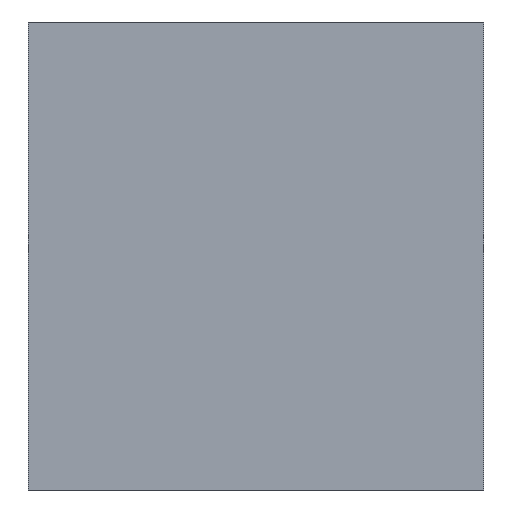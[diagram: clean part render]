
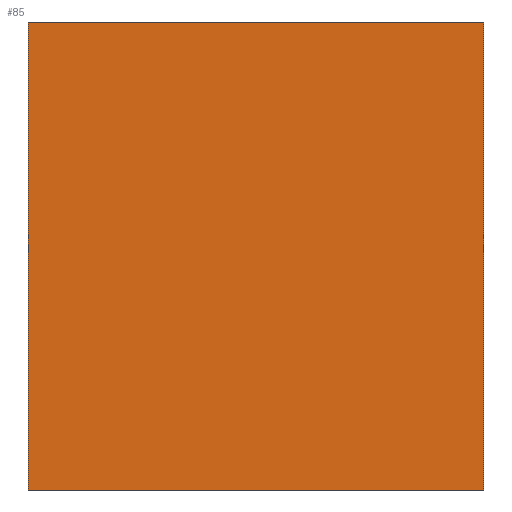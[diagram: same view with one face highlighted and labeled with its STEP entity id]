
A CAD part, left-side view. The second image highlights one B-rep face of the part: STEP entity #85.
In plain terms, the highlighted planar face has unit normal (-1, 0, 0).
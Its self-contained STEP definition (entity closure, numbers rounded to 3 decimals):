
#60 = VERTEX_POINT('',#61);
#61 = CARTESIAN_POINT('',(-3.073,1.854,3.81));
#67 = EDGE_CURVE('',#68,#60,#70,.T.);
#68 = VERTEX_POINT('',#69);
#69 = CARTESIAN_POINT('',(-3.073,1.854,0.));
#70 = LINE('',#71,#72);
#71 = CARTESIAN_POINT('',(-3.073,1.854,0.));
#72 = VECTOR('',#73,1.);
#73 = DIRECTION('',(0.,0.,1.));
#85 = ADVANCED_FACE('',(#86),#111,.F.);
#86 = FACE_BOUND('',#87,.F.);
#87 = EDGE_LOOP('',(#88,#89,#97,#105));
#88 = ORIENTED_EDGE('',*,*,#67,.T.);
#89 = ORIENTED_EDGE('',*,*,#90,.T.);
#90 = EDGE_CURVE('',#60,#91,#93,.T.);
#91 = VERTEX_POINT('',#92);
#92 = CARTESIAN_POINT('',(-3.073,-1.854,3.81));
#93 = LINE('',#94,#95);
#94 = CARTESIAN_POINT('',(-3.073,1.854,3.81));
#95 = VECTOR('',#96,1.);
#96 = DIRECTION('',(0.,-1.,0.));
#97 = ORIENTED_EDGE('',*,*,#98,.F.);
#98 = EDGE_CURVE('',#99,#91,#101,.T.);
#99 = VERTEX_POINT('',#100);
#100 = CARTESIAN_POINT('',(-3.073,-1.854,0.));
#101 = LINE('',#102,#103);
#102 = CARTESIAN_POINT('',(-3.073,-1.854,0.));
#103 = VECTOR('',#104,1.);
#104 = DIRECTION('',(0.,0.,1.));
#105 = ORIENTED_EDGE('',*,*,#106,.F.);
#106 = EDGE_CURVE('',#68,#99,#107,.T.);
#107 = LINE('',#108,#109);
#108 = CARTESIAN_POINT('',(-3.073,1.854,0.));
#109 = VECTOR('',#110,1.);
#110 = DIRECTION('',(0.,-1.,0.));
#111 = PLANE('',#112);
#112 = AXIS2_PLACEMENT_3D('',#113,#114,#115);
#113 = CARTESIAN_POINT('',(-3.073,1.854,0.));
#114 = DIRECTION('',(1.,0.,-0.));
#115 = DIRECTION('',(0.,-1.,0.));
